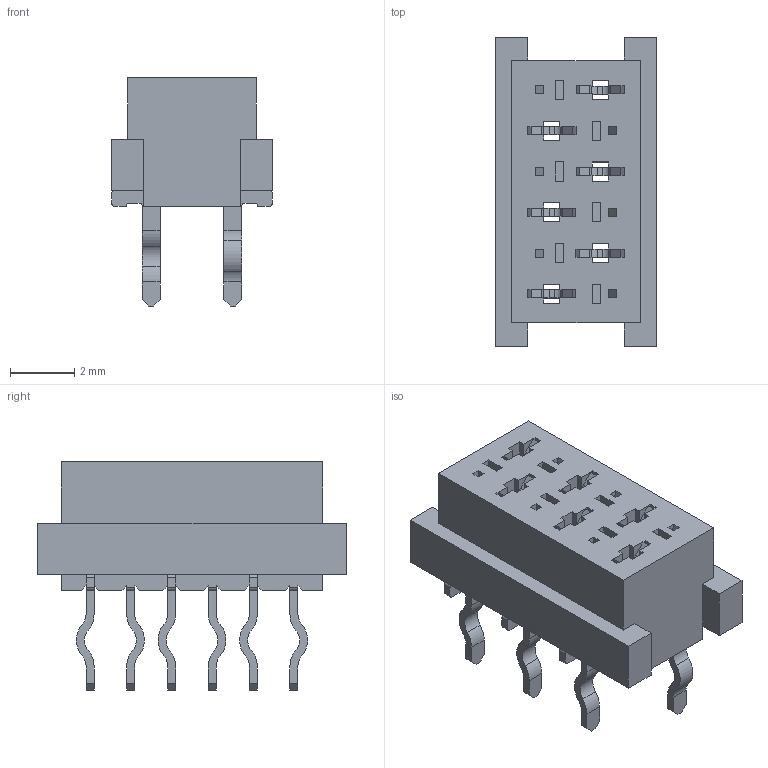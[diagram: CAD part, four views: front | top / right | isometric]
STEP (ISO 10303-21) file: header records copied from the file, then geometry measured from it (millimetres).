
FILE_DESCRIPTION(/* description */ ('Unknown'),/* implementation_level */ '2;1');
FILE_NAME(/* name */ 'J_Wurth_WR-MM_690367180672',/* time_stamp */ '2025-05-08T10:54:32+08:00',/* author */ ('Unknown'),/* organization */ ('Unknown'),/* preprocessor_version */ 'ST-DEVELOPER v19.4',/* originating_system */ 'Solid Edge',/* authorisation */ 'Unknown');
FILE_SCHEMA (('AUTOMOTIVE_DESIGN {1 0 10303 214 3 1 1}'));
Length unit declared in the file: millimetre
Products named in the file (2): J_Wurth_WR-MM_690367180672
Assembly tree (1 placements, depth 2):
  J_Wurth_WR-MM_690367180672
    J_Wurth_WR-MM_690367180672
Bounding box: 5 x 9.62 x 7.1 mm (x, y, z)
Volume: 138.7 mm3; surface area: 330 mm2
Topology: 1 solids, 1 shells, 508 faces, 1448 edges, 924 vertices
Faces by surface type: plane 388, cylinder 120
Entity records: 19956 total; most frequent: CARTESIAN_POINT 2918, ORIENTED_EDGE 2896, DIRECTION 2708, EDGE_CURVE 1448, LINE 1184, VECTOR 1184, VERTEX_POINT 924, AXIS2_PLACEMENT_3D 762
